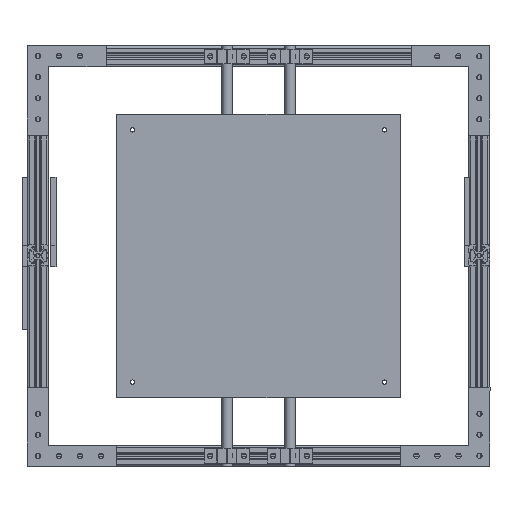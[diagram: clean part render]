
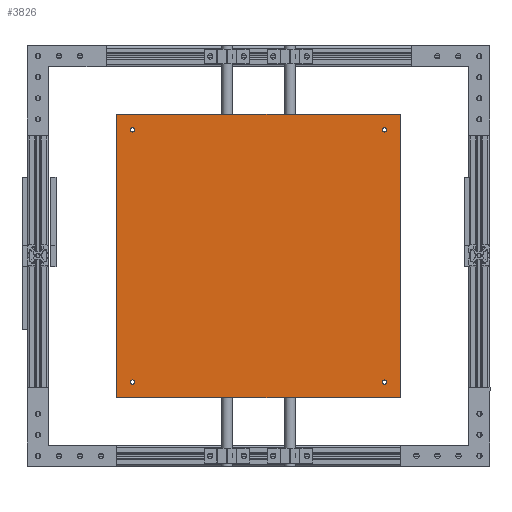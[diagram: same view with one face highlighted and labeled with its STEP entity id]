
A CAD part, top view. The second image highlights one B-rep face of the part: STEP entity #3826.
In plain terms, the highlighted planar face has unit normal (0, 0, 1).
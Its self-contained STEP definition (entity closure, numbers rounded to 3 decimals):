
#208=FACE_BOUND('',#793,.T.);
#209=FACE_BOUND('',#794,.T.);
#210=FACE_BOUND('',#795,.T.);
#211=FACE_BOUND('',#796,.T.);
#329=PLANE('',#4267);
#528=FACE_OUTER_BOUND('',#792,.T.);
#792=EDGE_LOOP('',(#3543,#3544,#3545,#3546));
#793=EDGE_LOOP('',(#3547));
#794=EDGE_LOOP('',(#3548));
#795=EDGE_LOOP('',(#3549));
#796=EDGE_LOOP('',(#3550));
#1062=LINE('',#6317,#1414);
#1065=LINE('',#6322,#1417);
#1146=LINE('',#6522,#1498);
#1148=LINE('',#6525,#1500);
#1414=VECTOR('',#5177,10.);
#1417=VECTOR('',#5182,10.);
#1498=VECTOR('',#5371,10.);
#1500=VECTOR('',#5375,10.);
#1657=CIRCLE('',#4258,2.05);
#1658=CIRCLE('',#4260,2.);
#1659=CIRCLE('',#4262,2.);
#1660=CIRCLE('',#4264,2.);
#1935=VERTEX_POINT('',#6314);
#1936=VERTEX_POINT('',#6316);
#1937=VERTEX_POINT('',#6320);
#1998=VERTEX_POINT('',#6505);
#1999=VERTEX_POINT('',#6509);
#2000=VERTEX_POINT('',#6513);
#2001=VERTEX_POINT('',#6517);
#2002=VERTEX_POINT('',#6521);
#2416=EDGE_CURVE('',#1936,#1935,#1062,.T.);
#2419=EDGE_CURVE('',#1935,#1937,#1065,.T.);
#2508=EDGE_CURVE('',#1998,#1998,#1657,.T.);
#2510=EDGE_CURVE('',#1999,#1999,#1658,.T.);
#2512=EDGE_CURVE('',#2000,#2000,#1659,.T.);
#2514=EDGE_CURVE('',#2001,#2001,#1660,.T.);
#2516=EDGE_CURVE('',#2002,#1936,#1146,.T.);
#2518=EDGE_CURVE('',#1937,#2002,#1148,.T.);
#3543=ORIENTED_EDGE('',*,*,#2419,.T.);
#3544=ORIENTED_EDGE('',*,*,#2518,.T.);
#3545=ORIENTED_EDGE('',*,*,#2516,.T.);
#3546=ORIENTED_EDGE('',*,*,#2416,.T.);
#3547=ORIENTED_EDGE('',*,*,#2514,.T.);
#3548=ORIENTED_EDGE('',*,*,#2512,.T.);
#3549=ORIENTED_EDGE('',*,*,#2510,.T.);
#3550=ORIENTED_EDGE('',*,*,#2508,.T.);
#3826=ADVANCED_FACE('',(#528,#208,#209,#210,#211),#329,.T.);
#4258=AXIS2_PLACEMENT_3D('',#6506,#5351,#5352);
#4260=AXIS2_PLACEMENT_3D('',#6510,#5356,#5357);
#4262=AXIS2_PLACEMENT_3D('',#6514,#5361,#5362);
#4264=AXIS2_PLACEMENT_3D('',#6518,#5366,#5367);
#4267=AXIS2_PLACEMENT_3D('',#6526,#5376,#5377);
#5177=DIRECTION('',(0.,1.,0.));
#5182=DIRECTION('',(-1.,0.,0.));
#5351=DIRECTION('center_axis',(0.,0.,-1.));
#5352=DIRECTION('ref_axis',(1.,0.,0.));
#5356=DIRECTION('center_axis',(0.,0.,-1.));
#5357=DIRECTION('ref_axis',(1.,0.,0.));
#5361=DIRECTION('center_axis',(0.,0.,-1.));
#5362=DIRECTION('ref_axis',(1.,0.,0.));
#5366=DIRECTION('center_axis',(0.,0.,-1.));
#5367=DIRECTION('ref_axis',(1.,0.,0.));
#5371=DIRECTION('',(1.,0.,0.));
#5375=DIRECTION('',(0.,-1.,0.));
#5376=DIRECTION('center_axis',(0.,0.,1.));
#5377=DIRECTION('ref_axis',(1.,0.,0.));
#6314=CARTESIAN_POINT('',(135.,135.,5.));
#6316=CARTESIAN_POINT('',(135.,-135.,5.));
#6317=CARTESIAN_POINT('',(135.,135.,5.));
#6320=CARTESIAN_POINT('',(-135.,135.,5.));
#6322=CARTESIAN_POINT('',(-135.,135.,5.));
#6505=CARTESIAN_POINT('',(-122.05,-120.,5.));
#6506=CARTESIAN_POINT('Origin',(-120.,-120.,5.));
#6509=CARTESIAN_POINT('',(118.,-120.,5.));
#6510=CARTESIAN_POINT('Origin',(120.,-120.,5.));
#6513=CARTESIAN_POINT('',(-122.,120.,5.));
#6514=CARTESIAN_POINT('Origin',(-120.,120.,5.));
#6517=CARTESIAN_POINT('',(118.,120.,5.));
#6518=CARTESIAN_POINT('Origin',(120.,120.,5.));
#6521=CARTESIAN_POINT('',(-135.,-135.,5.));
#6522=CARTESIAN_POINT('',(135.,-135.,5.));
#6525=CARTESIAN_POINT('',(-135.,-135.,5.));
#6526=CARTESIAN_POINT('Origin',(0.,0.,5.));
